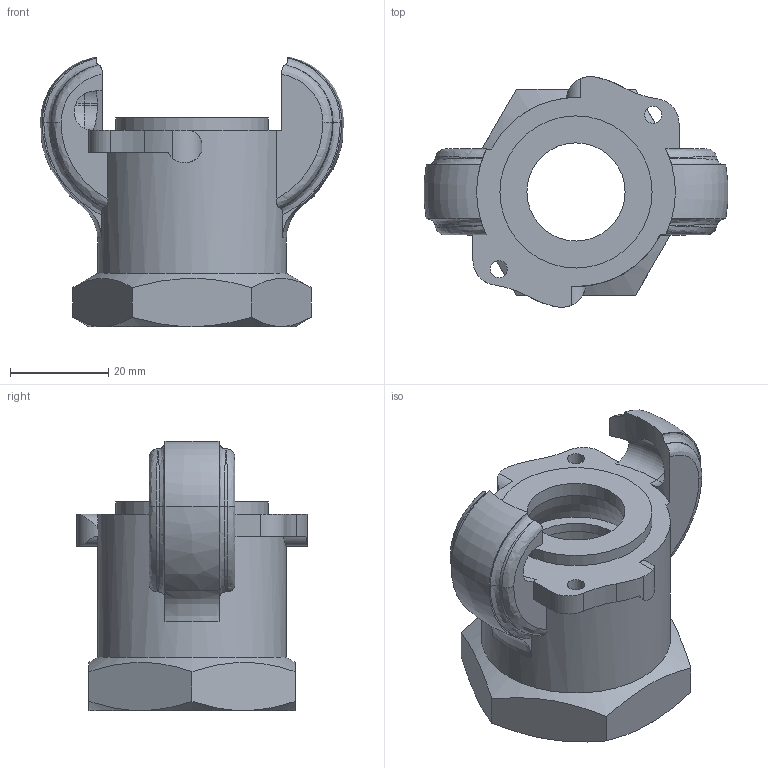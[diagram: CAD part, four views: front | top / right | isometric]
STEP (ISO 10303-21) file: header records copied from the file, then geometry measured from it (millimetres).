
FILE_DESCRIPTION(/* description */ (''),/* implementation_level */ '2;1');
FILE_NAME(/* name */ 'kia_10_bsp.stp',/* time_stamp */ '2020-04-08T13:21:14+02:00',/* author */ ('ertl'),/* organization */ (''),/* preprocessor_version */ 'ST-DEVELOPER v17',/* originating_system */ 'Autodesk Inventor 2018',/* authorisation */ '0 mm^3');
FILE_SCHEMA (('AUTOMOTIVE_DESIGN { 1 0 10303 214 3 1 1 }'));
Length unit declared in the file: millimetre
Products named in the file (1): kia_10_bsp
Bounding box: 61.89 x 47 x 54.85 mm (x, y, z)
Volume: 31517.3 mm3; surface area: 15112.8 mm2
Topology: 1 solids, 1 shells, 111 faces, 305 edges, 200 vertices
Faces by surface type: plane 32, cylinder 32, bspline 26, torus 13, cone 8
Full cylindrical faces by diameter (mm): 3.5 x2, 20 x1, 21.5 x1, 30.291 x1, 31 x1, 34 x1, 38.494 x1
Entity records: 5270 total; most frequent: CARTESIAN_POINT 2490, ORIENTED_EDGE 610, DIRECTION 474, EDGE_CURVE 305, VERTEX_POINT 200, AXIS2_PLACEMENT_3D 196, EDGE_LOOP 121, STYLED_ITEM 112
